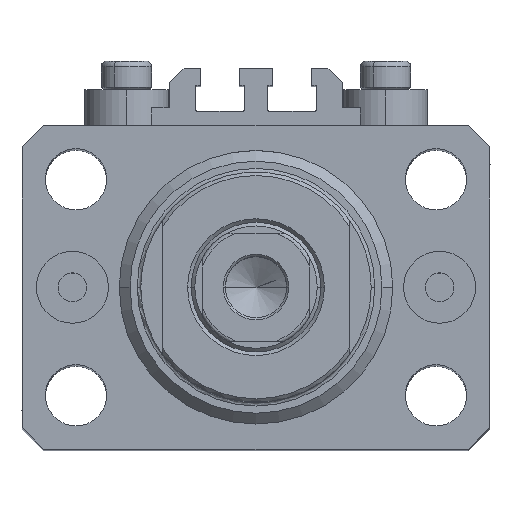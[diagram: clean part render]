
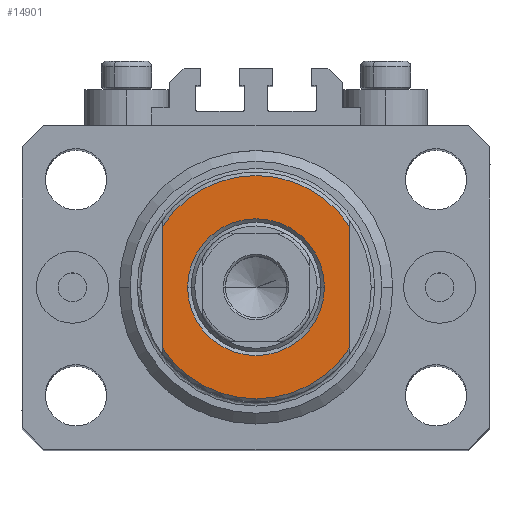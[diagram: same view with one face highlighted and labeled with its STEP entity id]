
A CAD part, top view. The second image highlights one B-rep face of the part: STEP entity #14901.
In plain terms, the highlighted face is planar.
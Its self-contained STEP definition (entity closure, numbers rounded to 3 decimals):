
#2095 = CARTESIAN_POINT ( 'NONE',  ( 0., 0., -6.5 ) ) ;
#3694 = EDGE_CURVE ( 'NONE', #34843, #31054, #15340, .T. ) ;
#4315 = CARTESIAN_POINT ( 'NONE',  ( 9.5, 0., -6.5 ) ) ;
#4349 = CARTESIAN_POINT ( 'NONE',  ( 13., -43.081, -6.5 ) ) ;
#4869 = DIRECTION ( 'NONE',  ( -1., 0., 0. ) ) ;
#5283 = AXIS2_PLACEMENT_3D ( 'NONE', #2095, #27163, #12856 ) ;
#5377 = ORIENTED_EDGE ( 'NONE', *, *, #3694, .T. ) ;
#5462 = CARTESIAN_POINT ( 'NONE',  ( -13., 8.441, -6.5 ) ) ;
#6099 = FACE_BOUND ( 'NONE', #27696, .T. ) ;
#6799 = DIRECTION ( 'NONE',  ( -1., 0., 0. ) ) ;
#7418 = CARTESIAN_POINT ( 'NONE',  ( -13., -8.441, -6.5 ) ) ;
#12118 = CIRCLE ( 'NONE', #25098, 9.5 ) ;
#12856 = DIRECTION ( 'NONE',  ( -1., 0., 0. ) ) ;
#13550 = CIRCLE ( 'NONE', #45558, 15.5 ) ;
#14901 = ADVANCED_FACE ( 'NONE', ( #6099, #46903 ), #42379, .T. ) ;
#15115 = EDGE_CURVE ( 'NONE', #38056, #34843, #13550, .T. ) ;
#15340 = LINE ( 'NONE', #4349, #42940 ) ;
#15945 = AXIS2_PLACEMENT_3D ( 'NONE', #43999, #25859, #32554 ) ;
#16286 = DIRECTION ( 'NONE',  ( 0., -1., 0. ) ) ;
#16640 = VERTEX_POINT ( 'NONE', #4315 ) ;
#16718 = CARTESIAN_POINT ( 'NONE',  ( -13., -43.081, -6.5 ) ) ;
#16816 = VECTOR ( 'NONE', #35555, 1000. ) ;
#17343 = DIRECTION ( 'NONE',  ( 0., 0., -1. ) ) ;
#21214 = CARTESIAN_POINT ( 'NONE',  ( -9.5, 0., -6.5 ) ) ;
#22272 = VERTEX_POINT ( 'NONE', #7418 ) ;
#23252 = EDGE_CURVE ( 'NONE', #31054, #22272, #41089, .T. ) ;
#23479 = CARTESIAN_POINT ( 'NONE',  ( 0., 0., -6.5 ) ) ;
#23498 = DIRECTION ( 'NONE',  ( 0., 0., 1. ) ) ;
#25098 = AXIS2_PLACEMENT_3D ( 'NONE', #37826, #23498, #45685 ) ;
#25199 = ORIENTED_EDGE ( 'NONE', *, *, #41685, .F. ) ;
#25831 = VERTEX_POINT ( 'NONE', #21214 ) ;
#25859 = DIRECTION ( 'NONE',  ( 0., 0., 1. ) ) ;
#27163 = DIRECTION ( 'NONE',  ( 0., 0., -1. ) ) ;
#27696 = EDGE_LOOP ( 'NONE', ( #27865, #45480 ) ) ;
#27865 = ORIENTED_EDGE ( 'NONE', *, *, #35425, .T. ) ;
#28609 = EDGE_LOOP ( 'NONE', ( #43809, #5377, #31130, #25199 ) ) ;
#30416 = CIRCLE ( 'NONE', #15945, 9.5 ) ;
#30878 = DIRECTION ( 'NONE',  ( 0., 0., -1. ) ) ;
#31054 = VERTEX_POINT ( 'NONE', #36872 ) ;
#31130 = ORIENTED_EDGE ( 'NONE', *, *, #23252, .T. ) ;
#31406 = CARTESIAN_POINT ( 'NONE',  ( 0., 0., -6.5 ) ) ;
#31726 = LINE ( 'NONE', #16718, #16816 ) ;
#32554 = DIRECTION ( 'NONE',  ( -1., 0., 0. ) ) ;
#32914 = CARTESIAN_POINT ( 'NONE',  ( 13., 8.441, -6.5 ) ) ;
#34119 = AXIS2_PLACEMENT_3D ( 'NONE', #31406, #17343, #6799 ) ;
#34843 = VERTEX_POINT ( 'NONE', #32914 ) ;
#35425 = EDGE_CURVE ( 'NONE', #25831, #16640, #30416, .T. ) ;
#35555 = DIRECTION ( 'NONE',  ( 0., -1., 0. ) ) ;
#36872 = CARTESIAN_POINT ( 'NONE',  ( 13., -8.441, -6.5 ) ) ;
#37826 = CARTESIAN_POINT ( 'NONE',  ( 0., 0., -6.5 ) ) ;
#38056 = VERTEX_POINT ( 'NONE', #5462 ) ;
#40150 = EDGE_CURVE ( 'NONE', #16640, #25831, #12118, .T. ) ;
#41089 = CIRCLE ( 'NONE', #5283, 15.5 ) ;
#41685 = EDGE_CURVE ( 'NONE', #38056, #22272, #31726, .T. ) ;
#42379 = PLANE ( 'NONE',  #34119 ) ;
#42940 = VECTOR ( 'NONE', #16286, 1000. ) ;
#43809 = ORIENTED_EDGE ( 'NONE', *, *, #15115, .T. ) ;
#43999 = CARTESIAN_POINT ( 'NONE',  ( 0., 0., -6.5 ) ) ;
#45480 = ORIENTED_EDGE ( 'NONE', *, *, #40150, .T. ) ;
#45558 = AXIS2_PLACEMENT_3D ( 'NONE', #23479, #30878, #4869 ) ;
#45685 = DIRECTION ( 'NONE',  ( -1., 0., 0. ) ) ;
#46903 = FACE_OUTER_BOUND ( 'NONE', #28609, .T. ) ;
